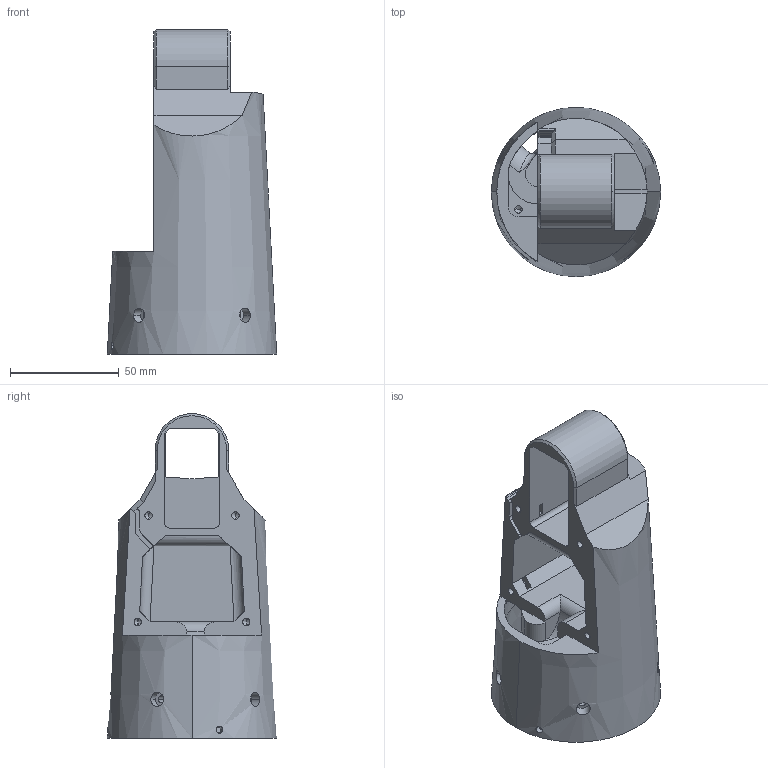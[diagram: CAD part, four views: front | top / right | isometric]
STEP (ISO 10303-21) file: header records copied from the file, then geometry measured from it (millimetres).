
FILE_DESCRIPTION (( 'STEP AP214' ), '1' );
FILE_NAME ('fore_arm.STEP', '2025-05-27T14:01:35', ( '' ), ( '' ), 'SwSTEP 2.0', 'SolidWorks 2025', '' );
FILE_SCHEMA (( 'AUTOMOTIVE_DESIGN' ));
Length unit declared in the file: millimetre
Products named in the file (1): fore_arm_part1
Bounding box: 78 x 78 x 149.55 mm (x, y, z)
Volume: 273892.8 mm3; surface area: 60803.7 mm2
Topology: 1 solids, 1 shells, 237 faces, 626 edges, 397 vertices
Faces by surface type: plane 113, cylinder 77, cone 26, bspline 13, torus 8
Entity records: 8530 total; most frequent: CARTESIAN_POINT 2768, ORIENTED_EDGE 1232, DIRECTION 1139, EDGE_CURVE 616, AXIS2_PLACEMENT_3D 397, VERTEX_POINT 397, LINE 345, VECTOR 345
